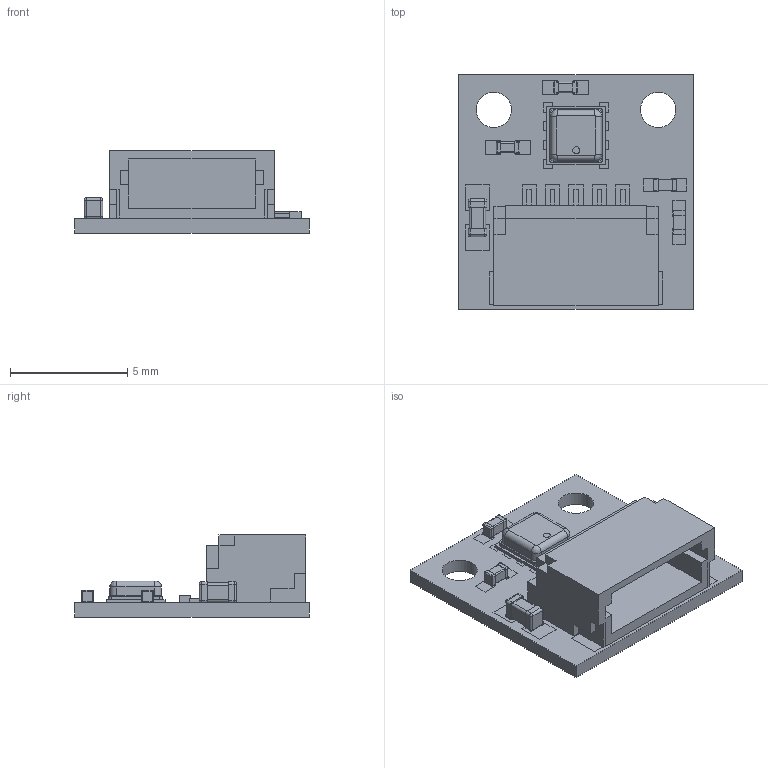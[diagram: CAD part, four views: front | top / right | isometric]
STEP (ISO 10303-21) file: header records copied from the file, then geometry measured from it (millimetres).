
FILE_DESCRIPTION(('FreeCAD Model'),'2;1');
FILE_NAME('Wireling_TEMP_AST1036_REV2-STEP.step','2020-08-10T14:08:49',(''),(''), 'Open CASCADE STEP processor 7.4','FreeCAD','Unknown');
FILE_SCHEMA(('AUTOMOTIVE_DESIGN { 1 0 10303 214 1 1 1 1 }'));
Products named in the file (1): Wireling_TEMP_AST1036_REV2-STEP
Bounding box: 10 x 10 x 3.5 mm (x, y, z)
Volume: 220.1 mm3; surface area: 912.4 mm2
Topology: 89 solids, 89 shells, 918 faces, 2984 edges, 3074 vertices
Faces by surface type: plane 714, cylinder 148, sphere 48, torus 4, revolution 4
Full cylindrical faces by diameter (mm): 1.502 x4
Entity records: 72802 total; most frequent: CARTESIAN_POINT 13069, DIRECTION 9004, LINE 5714, VECTOR 5714, ORIENTED_EDGE 4048, PCURVE 4048, DEFINITIONAL_REPRESENTATION 4048, EDGE_CURVE 2024
